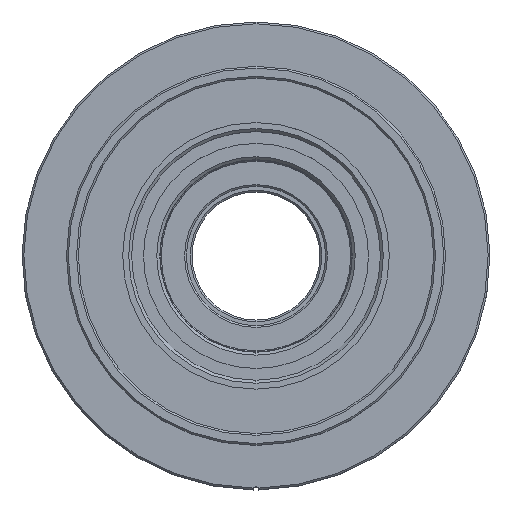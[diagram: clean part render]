
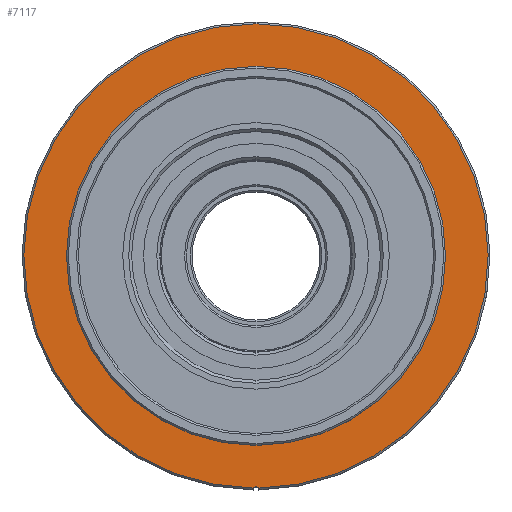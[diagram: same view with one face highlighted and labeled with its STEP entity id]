
A CAD part, top view. The second image highlights one B-rep face of the part: STEP entity #7117.
In plain terms, the highlighted planar face has unit normal (0, 0, 1).
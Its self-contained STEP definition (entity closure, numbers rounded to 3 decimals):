
#672=CARTESIAN_POINT('',(0.,0.,-89.));
#673=DIRECTION('',(0.,0.,-1.));
#674=DIRECTION('',(0.,-1.,0.));
#675=AXIS2_PLACEMENT_3D('',#672,#673,#674);
#687=CARTESIAN_POINT('',(0.,0.,-89.));
#688=DIRECTION('',(0.,0.,1.));
#689=DIRECTION('',(0.,-1.,0.));
#690=AXIS2_PLACEMENT_3D('',#687,#688,#689);
#695=CARTESIAN_POINT('',(0.,-39.5,-89.));
#696=DIRECTION('',(0.,0.,1.));
#697=DIRECTION('',(0.797,0.604,0.));
#698=AXIS2_PLACEMENT_3D('',#695,#696,#697);
#753=CARTESIAN_POINT('',(0.,0.,-89.));
#754=DIRECTION('',(0.,0.,1.));
#755=DIRECTION('',(0.01,-1.,0.));
#756=AXIS2_PLACEMENT_3D('',#753,#754,#755);
#784=CARTESIAN_POINT('',(0.398,-39.198,-89.));
#5551=CARTESIAN_POINT('',(0.,-32.,-89.));
#5553=VERTEX_POINT('',#5551);
#5603=CARTESIAN_POINT('',(0.,32.,-89.));
#5605=VERTEX_POINT('',#5603);
#5658=VERTEX_POINT('',#784);
#5659=CARTESIAN_POINT('',(-0.398,-39.198,-89.));
#5660=VERTEX_POINT('',#5659);
#7102=CARTESIAN_POINT('',(0.,0.,-89.));
#7103=DIRECTION('',(0.,0.,1.));
#7104=DIRECTION('',(0.,-1.,0.));
#7105=AXIS2_PLACEMENT_3D('',#7102,#7103,#7104);
#7106=PLANE('',#7105);
#7108=ORIENTED_EDGE('',*,*,#7107,.T.);
#7110=ORIENTED_EDGE('',*,*,#7109,.F.);
#7111=EDGE_LOOP('',(#7108,#7110));
#7112=FACE_OUTER_BOUND('',#7111,.F.);
#7113=ORIENTED_EDGE('',*,*,#7081,.F.);
#7114=ORIENTED_EDGE('',*,*,#7097,.T.);
#7115=EDGE_LOOP('',(#7113,#7114));
#7116=FACE_BOUND('',#7115,.F.);
#676=CIRCLE('',#675,32.);
#691=CIRCLE('',#690,32.);
#699=CIRCLE('',#698,0.5);
#757=CIRCLE('',#756,39.2);
#7081=EDGE_CURVE('',#5553,#5605,#676,.T.);
#7097=EDGE_CURVE('',#5553,#5605,#691,.T.);
#7107=EDGE_CURVE('',#5658,#5660,#699,.T.);
#7109=EDGE_CURVE('',#5658,#5660,#757,.T.);
#7117=ADVANCED_FACE('',(#7112,#7116),#7106,.T.);
